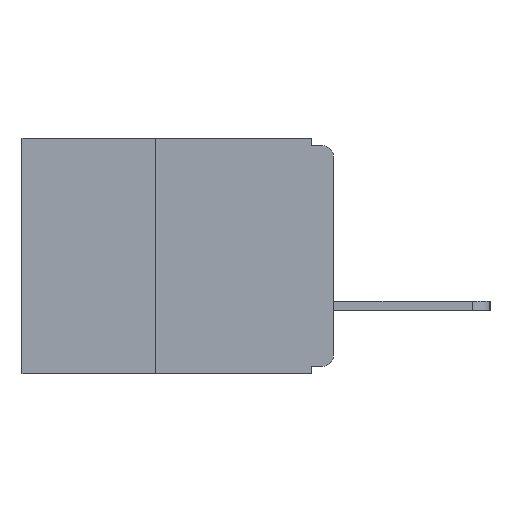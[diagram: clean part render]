
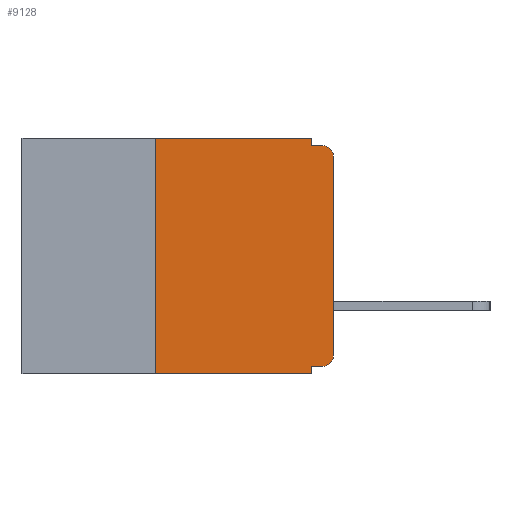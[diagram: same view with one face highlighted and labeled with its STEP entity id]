
A CAD part, left-side view. The second image highlights one B-rep face of the part: STEP entity #9128.
In plain terms, the highlighted planar face has unit normal (-1, 0, 0).
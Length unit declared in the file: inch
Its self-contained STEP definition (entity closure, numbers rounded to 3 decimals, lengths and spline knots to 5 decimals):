
#37 = VECTOR ( 'NONE', #15406, 39.37008 ) ;
#439 = EDGE_CURVE ( 'NONE', #9283, #12001, #12782, .T. ) ;
#469 = CARTESIAN_POINT ( 'NONE',  ( 0., 0.015, -0.01 ) ) ;
#741 = CARTESIAN_POINT ( 'NONE',  ( 0., 0.25, 0. ) ) ;
#1157 = EDGE_CURVE ( 'NONE', #11440, #14917, #5990, .T. ) ;
#1178 = VECTOR ( 'NONE', #13001, 39.37008 ) ;
#1315 = DIRECTION ( 'NONE',  ( 1., 0., 0. ) ) ;
#1601 = CARTESIAN_POINT ( 'NONE',  ( 0., 0.25, -0.33 ) ) ;
#1649 = ORIENTED_EDGE ( 'NONE', *, *, #1157, .F. ) ;
#1900 = LINE ( 'NONE', #6100, #14207 ) ;
#2412 = ORIENTED_EDGE ( 'NONE', *, *, #13637, .T. ) ;
#2490 = DIRECTION ( 'NONE',  ( -1., 0., 0. ) ) ;
#2589 = CARTESIAN_POINT ( 'NONE',  ( 0., 0.031, -0.33 ) ) ;
#2591 = CARTESIAN_POINT ( 'NONE',  ( 0., 0.015, -0.305 ) ) ;
#2613 = VERTEX_POINT ( 'NONE', #2699 ) ;
#2699 = CARTESIAN_POINT ( 'NONE',  ( 0., 0.031, -0.33 ) ) ;
#3027 = EDGE_CURVE ( 'NONE', #12102, #14716, #8311, .T. ) ;
#3294 = CARTESIAN_POINT ( 'NONE',  ( 0., 0., 0. ) ) ;
#3423 = LINE ( 'NONE', #2589, #37 ) ;
#3461 = DIRECTION ( 'NONE',  ( 0., 0., 1. ) ) ;
#3621 = CARTESIAN_POINT ( 'NONE',  ( 0., 0.015, -0.025 ) ) ;
#3639 = FACE_OUTER_BOUND ( 'NONE', #13244, .T. ) ;
#4051 = AXIS2_PLACEMENT_3D ( 'NONE', #6571, #1315, #11638 ) ;
#4081 = ORIENTED_EDGE ( 'NONE', *, *, #3027, .F. ) ;
#4162 = DIRECTION ( 'NONE',  ( 0., 0., 1. ) ) ;
#5804 = CIRCLE ( 'NONE', #6622, 0.015 ) ;
#5870 = DIRECTION ( 'NONE',  ( 0., -1., 0. ) ) ;
#5987 = DIRECTION ( 'NONE',  ( 0., -1., 0. ) ) ;
#5990 = LINE ( 'NONE', #13208, #12935 ) ;
#6100 = CARTESIAN_POINT ( 'NONE',  ( 0., 0.437, -0.33 ) ) ;
#6282 = DIRECTION ( 'NONE',  ( 0., 0., -1. ) ) ;
#6407 = PLANE ( 'NONE',  #4051 ) ;
#6491 = ORIENTED_EDGE ( 'NONE', *, *, #13476, .T. ) ;
#6571 = CARTESIAN_POINT ( 'NONE',  ( 0., 0.437, 0. ) ) ;
#6622 = AXIS2_PLACEMENT_3D ( 'NONE', #3621, #2490, #6282 ) ;
#6671 = EDGE_CURVE ( 'NONE', #14917, #2613, #3423, .T. ) ;
#7297 = CARTESIAN_POINT ( 'NONE',  ( 0., 0., -0.025 ) ) ;
#7327 = ORIENTED_EDGE ( 'NONE', *, *, #8535, .F. ) ;
#7373 = DIRECTION ( 'NONE',  ( 0., 0., -1. ) ) ;
#7536 = DIRECTION ( 'NONE',  ( -1., 0., 0. ) ) ;
#7656 = CARTESIAN_POINT ( 'NONE',  ( 0., 0.031, 0. ) ) ;
#8010 = LINE ( 'NONE', #10711, #14373 ) ;
#8017 = VERTEX_POINT ( 'NONE', #469 ) ;
#8311 = LINE ( 'NONE', #1601, #11135 ) ;
#8379 = CARTESIAN_POINT ( 'NONE',  ( 0., 0., -0.305 ) ) ;
#8535 = EDGE_CURVE ( 'NONE', #14716, #9283, #10541, .T. ) ;
#8729 = ORIENTED_EDGE ( 'NONE', *, *, #6671, .F. ) ;
#8805 = ORIENTED_EDGE ( 'NONE', *, *, #10500, .T. ) ;
#9057 = ORIENTED_EDGE ( 'NONE', *, *, #14393, .F. ) ;
#9128 = ADVANCED_FACE ( 'NONE', ( #3639 ), #6407, .F. ) ;
#9263 = EDGE_CURVE ( 'NONE', #15356, #8017, #5804, .T. ) ;
#9283 = VERTEX_POINT ( 'NONE', #7656 ) ;
#9500 = ORIENTED_EDGE ( 'NONE', *, *, #439, .F. ) ;
#9532 = VECTOR ( 'NONE', #3461, 39.37008 ) ;
#9776 = VECTOR ( 'NONE', #7373, 39.37008 ) ;
#9863 = CARTESIAN_POINT ( 'NONE',  ( 0., 0.015, -0.32 ) ) ;
#10429 = ORIENTED_EDGE ( 'NONE', *, *, #9263, .T. ) ;
#10500 = EDGE_CURVE ( 'NONE', #11693, #15356, #14283, .T. ) ;
#10541 = LINE ( 'NONE', #15437, #1178 ) ;
#10711 = CARTESIAN_POINT ( 'NONE',  ( 0., 0., -0.01 ) ) ;
#11021 = CARTESIAN_POINT ( 'NONE',  ( 0., 0.031, -0.32 ) ) ;
#11135 = VECTOR ( 'NONE', #4162, 39.37008 ) ;
#11339 = DIRECTION ( 'NONE',  ( 0., 0., -1. ) ) ;
#11440 = VERTEX_POINT ( 'NONE', #9863 ) ;
#11638 = DIRECTION ( 'NONE',  ( 0., 0., -1. ) ) ;
#11693 = VERTEX_POINT ( 'NONE', #8379 ) ;
#11778 = CARTESIAN_POINT ( 'NONE',  ( 0., 0.031, -0.01 ) ) ;
#12001 = VERTEX_POINT ( 'NONE', #11778 ) ;
#12102 = VERTEX_POINT ( 'NONE', #16400 ) ;
#12782 = LINE ( 'NONE', #14956, #9776 ) ;
#12935 = VECTOR ( 'NONE', #15814, 39.37008 ) ;
#13001 = DIRECTION ( 'NONE',  ( 0., -1., 0. ) ) ;
#13208 = CARTESIAN_POINT ( 'NONE',  ( 0., 0., -0.32 ) ) ;
#13244 = EDGE_LOOP ( 'NONE', ( #8805, #10429, #9057, #9500, #7327, #4081, #6491, #8729, #1649, #2412 ) ) ;
#13476 = EDGE_CURVE ( 'NONE', #12102, #2613, #1900, .T. ) ;
#13637 = EDGE_CURVE ( 'NONE', #11440, #11693, #13824, .T. ) ;
#13824 = CIRCLE ( 'NONE', #13871, 0.015 ) ;
#13871 = AXIS2_PLACEMENT_3D ( 'NONE', #2591, #7536, #11339 ) ;
#14207 = VECTOR ( 'NONE', #5987, 39.37008 ) ;
#14283 = LINE ( 'NONE', #3294, #9532 ) ;
#14373 = VECTOR ( 'NONE', #5870, 39.37008 ) ;
#14393 = EDGE_CURVE ( 'NONE', #12001, #8017, #8010, .T. ) ;
#14716 = VERTEX_POINT ( 'NONE', #741 ) ;
#14917 = VERTEX_POINT ( 'NONE', #11021 ) ;
#14956 = CARTESIAN_POINT ( 'NONE',  ( 0., 0.031, 0. ) ) ;
#15356 = VERTEX_POINT ( 'NONE', #7297 ) ;
#15406 = DIRECTION ( 'NONE',  ( 0., 0., -1. ) ) ;
#15437 = CARTESIAN_POINT ( 'NONE',  ( 0., 0.437, 0. ) ) ;
#15814 = DIRECTION ( 'NONE',  ( 0., 1., 0. ) ) ;
#16400 = CARTESIAN_POINT ( 'NONE',  ( 0., 0.25, -0.33 ) ) ;
